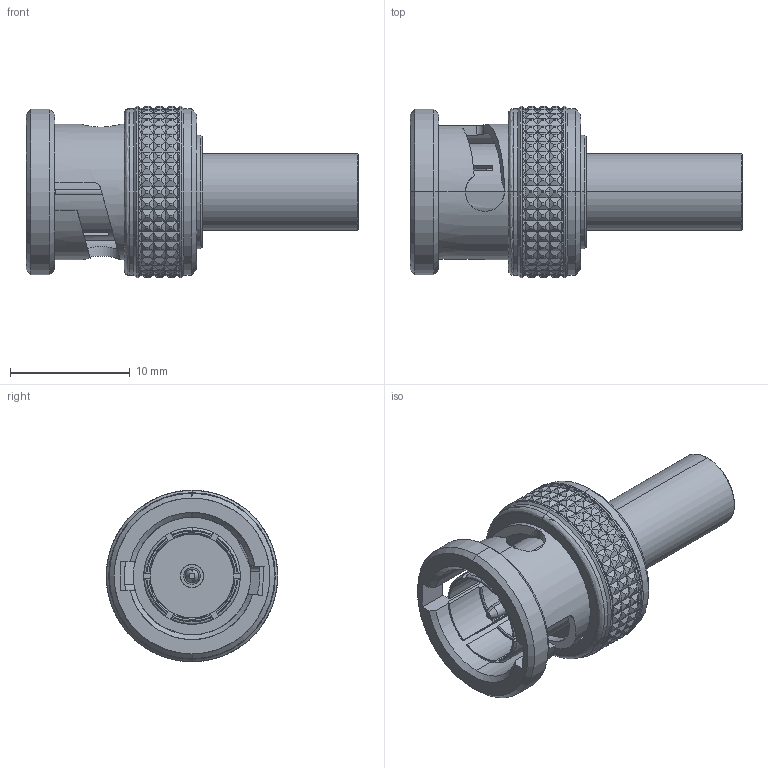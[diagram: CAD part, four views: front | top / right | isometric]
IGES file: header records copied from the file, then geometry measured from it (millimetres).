
Start section: SolidWorks IGES file using analytic representation for surfaces
Global section: file name: R142.077.712C.IGS; native system: SolidWorks 2011; preprocessor: SolidWorks 2011; author: jiang_s; date: 120509.140621; units: millimetre
Bounding box: 27.68 x 14.3 x 14.3 mm (x, y, z)
Surface area: 1892.9 mm2 (no closed solid volume)
Topology: 0 solids, 0 shells, 1126 faces, 5845 edges, 5801 vertices
Faces by surface type: bspline 588, revolution 538
